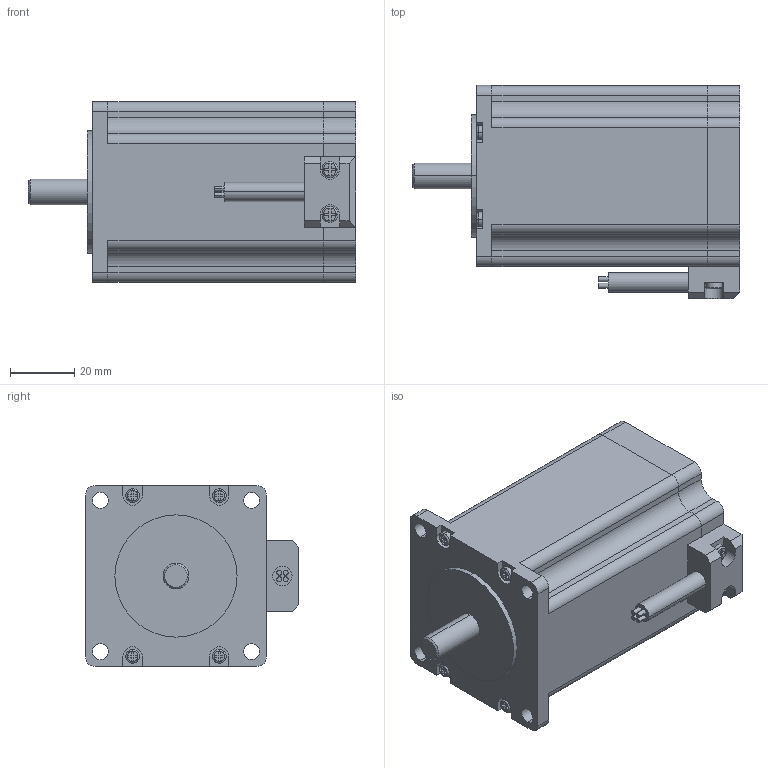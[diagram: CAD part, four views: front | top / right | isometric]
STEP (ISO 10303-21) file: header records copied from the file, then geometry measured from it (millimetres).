
FILE_DESCRIPTION (( 'STEP AP203' ), '1' );
FILE_NAME ('56.4X56.4L=82.STEP', '2022-05-17T01:45:46', ( '微软用户' ), ( '微软中国' ), 'SwSTEP 2.0', 'SolidWorks 2020', '' );
FILE_SCHEMA (( 'CONFIG_CONTROL_DESIGN' ));
Length unit declared in the file: millimetre
Products named in the file (1): 56.4X56.4L=82
Bounding box: 102 x 66.4 x 56.4 mm (x, y, z)
Volume: 236443.9 mm3; surface area: 32075.3 mm2
Topology: 3 solids, 3 shells, 236 faces, 617 edges, 406 vertices
Faces by surface type: plane 152, cylinder 70, torus 12, cone 2
Entity records: 7328 total; most frequent: CARTESIAN_POINT 1260, DIRECTION 1257, ORIENTED_EDGE 1234, EDGE_CURVE 617, LINE 451, VECTOR 451, VERTEX_POINT 406, AXIS2_PLACEMENT_3D 403
